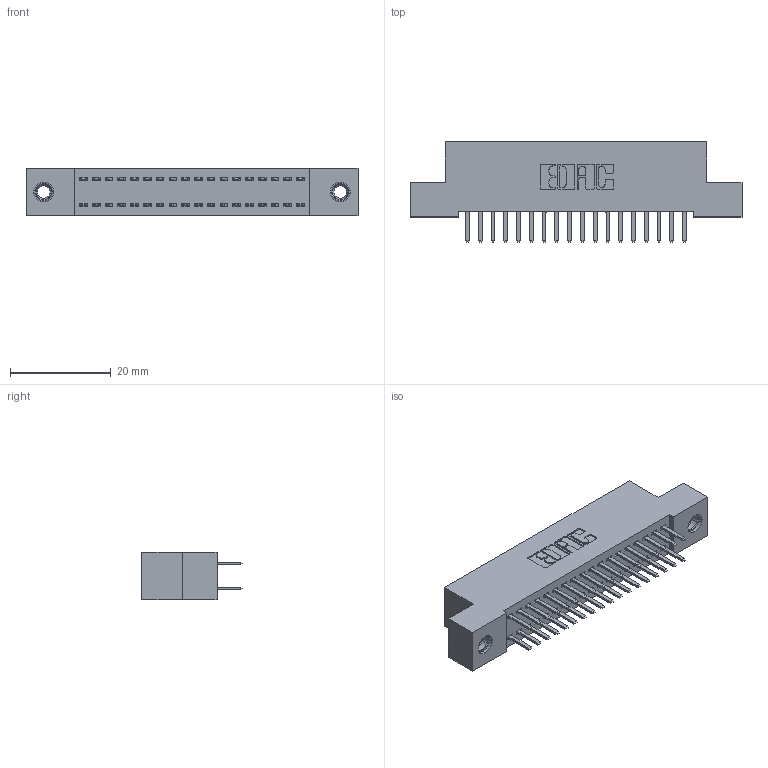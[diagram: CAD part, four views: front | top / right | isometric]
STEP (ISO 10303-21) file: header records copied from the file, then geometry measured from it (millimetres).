
FILE_DESCRIPTION (( 'STEP AP203' ), '1' );
FILE_NAME ('342-036-520-207.STEP', '2019-10-02T13:09:35', ( '' ), ( '' ), 'SwSTEP 2.0', 'SolidWorks 2016', '' );
FILE_SCHEMA (( 'CONFIG_CONTROL_DESIGN' ));
Length unit declared in the file: inch
Products named in the file (4): 345-250-001_345-250-005-103; 342-036-520-207; 342 Part_TI; 345-292-001_345-293-120
Assembly tree (39 placements, depth 2):
  342-036-520-207
    342 Part_TI
    345-292-001_345-293-120  x36
    345-250-001_345-250-005-103  x2
Bounding box: 66.04 x 20.02 x 9.4 mm (x, y, z)
Volume: 5791.6 mm3; surface area: 8824.3 mm2
Topology: 39 solids, 39 shells, 2186 faces, 6303 edges, 4098 vertices
Faces by surface type: plane 1466, cylinder 704, cone 12, torus 4
Entity records: 15852 total; most frequent: CARTESIAN_POINT 2649, ORIENTED_EDGE 2566, DIRECTION 2325, EDGE_CURVE 1283, LINE 1131, VECTOR 1131, VERTEX_POINT 848, AXIS2_PLACEMENT_3D 597
